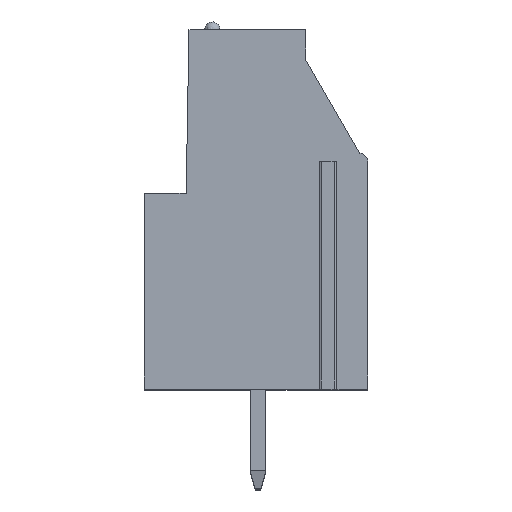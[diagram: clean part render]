
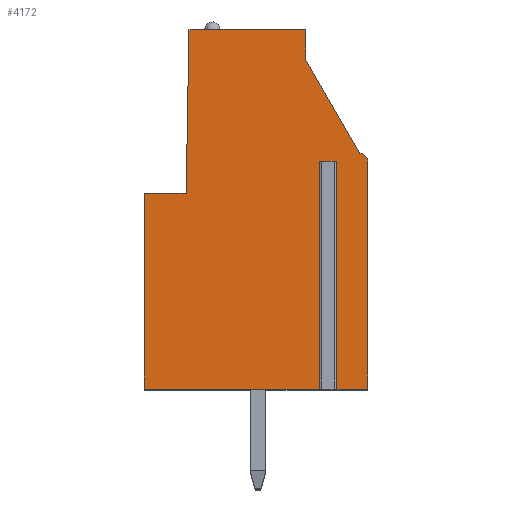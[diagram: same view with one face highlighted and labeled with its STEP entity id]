
A CAD part, top view. The second image highlights one B-rep face of the part: STEP entity #4172.
In plain terms, the highlighted planar face has unit normal (0, 0, 1).
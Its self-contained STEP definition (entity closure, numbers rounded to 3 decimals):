
#546=DIRECTION('',(1.,0.,0.));
#547=VECTOR('',#546,0.5);
#548=CARTESIAN_POINT('',(3.347,2.4,2.54));
#549=LINE('',#548,#547);
#550=DIRECTION('',(0.,1.,0.));
#551=VECTOR('',#550,11.4);
#552=CARTESIAN_POINT('',(3.347,-9.,2.54));
#553=LINE('',#552,#551);
#554=DIRECTION('',(1.,0.,0.));
#555=VECTOR('',#554,8.95);
#556=CARTESIAN_POINT('',(-5.603,-9.,2.54));
#557=LINE('',#556,#555);
#558=DIRECTION('',(0.,-1.,0.));
#559=VECTOR('',#558,9.8);
#560=CARTESIAN_POINT('',(-5.603,0.8,2.54));
#561=LINE('',#560,#559);
#562=DIRECTION('',(-1.,0.,0.));
#563=VECTOR('',#562,2.1);
#564=CARTESIAN_POINT('',(-3.503,0.8,2.54));
#565=LINE('',#564,#563);
#566=DIRECTION('',(-0.017,-1.,0.));
#567=VECTOR('',#566,8.201);
#568=CARTESIAN_POINT('',(-3.36,9.,2.54));
#569=LINE('',#568,#567);
#570=DIRECTION('',(-1.,0.,0.));
#571=VECTOR('',#570,5.86);
#572=CARTESIAN_POINT('',(2.5,9.,2.54));
#573=LINE('',#572,#571);
#574=DIRECTION('',(0.,1.,0.));
#575=VECTOR('',#574,1.523);
#576=CARTESIAN_POINT('',(2.5,7.477,2.54));
#577=LINE('',#576,#575);
#578=DIRECTION('',(-0.5,0.866,0.));
#579=VECTOR('',#578,5.394);
#580=CARTESIAN_POINT('',(5.197,2.805,2.54));
#581=LINE('',#580,#579);
#582=CARTESIAN_POINT('',(5.197,2.405,2.54));
#583=DIRECTION('',(0.,0.,1.));
#584=DIRECTION('',(1.,0.,0.));
#585=AXIS2_PLACEMENT_3D('',#582,#583,#584);
#587=DIRECTION('',(0.,1.,0.));
#588=VECTOR('',#587,11.405);
#589=CARTESIAN_POINT('',(5.597,-9.,2.54));
#590=LINE('',#589,#588);
#591=DIRECTION('',(1.,0.,0.));
#592=VECTOR('',#591,1.75);
#593=CARTESIAN_POINT('',(3.847,-9.,2.54));
#594=LINE('',#593,#592);
#595=DIRECTION('',(0.,1.,0.));
#596=VECTOR('',#595,11.4);
#597=CARTESIAN_POINT('',(3.847,-9.,2.54));
#598=LINE('',#597,#596);
#2909=CARTESIAN_POINT('',(5.597,-9.,2.54));
#2910=CARTESIAN_POINT('',(5.597,2.405,2.54));
#2911=VERTEX_POINT('',#2909);
#2912=VERTEX_POINT('',#2910);
#2913=CARTESIAN_POINT('',(5.197,2.805,2.54));
#2914=VERTEX_POINT('',#2913);
#2915=CARTESIAN_POINT('',(2.5,7.477,2.54));
#2916=VERTEX_POINT('',#2915);
#2917=CARTESIAN_POINT('',(2.5,9.,2.54));
#2918=VERTEX_POINT('',#2917);
#2919=CARTESIAN_POINT('',(-3.36,9.,2.54));
#2920=VERTEX_POINT('',#2919);
#2921=CARTESIAN_POINT('',(-3.503,0.8,2.54));
#2922=VERTEX_POINT('',#2921);
#2923=CARTESIAN_POINT('',(-5.603,0.8,2.54));
#2924=VERTEX_POINT('',#2923);
#2925=CARTESIAN_POINT('',(-5.603,-9.,2.54));
#2926=VERTEX_POINT('',#2925);
#2963=CARTESIAN_POINT('',(3.347,2.4,2.54));
#2964=CARTESIAN_POINT('',(3.847,2.4,2.54));
#2965=VERTEX_POINT('',#2963);
#2966=VERTEX_POINT('',#2964);
#2967=CARTESIAN_POINT('',(3.347,-9.,2.54));
#2968=VERTEX_POINT('',#2967);
#2969=CARTESIAN_POINT('',(3.847,-9.,2.54));
#2970=VERTEX_POINT('',#2969);
#4149=CARTESIAN_POINT('',(0.,0.,2.54));
#4150=DIRECTION('',(0.,0.,1.));
#4151=DIRECTION('',(1.,0.,0.));
#4152=AXIS2_PLACEMENT_3D('',#4149,#4150,#4151);
#4153=PLANE('',#4152);
#4155=ORIENTED_EDGE('',*,*,#4154,.F.);
#4157=ORIENTED_EDGE('',*,*,#4156,.F.);
#4158=ORIENTED_EDGE('',*,*,#3725,.F.);
#4159=ORIENTED_EDGE('',*,*,#3910,.F.);
#4160=ORIENTED_EDGE('',*,*,#3924,.F.);
#4161=ORIENTED_EDGE('',*,*,#3938,.F.);
#4162=ORIENTED_EDGE('',*,*,#3952,.F.);
#4163=ORIENTED_EDGE('',*,*,#4032,.F.);
#4164=ORIENTED_EDGE('',*,*,#4046,.F.);
#4165=ORIENTED_EDGE('',*,*,#4060,.F.);
#4166=ORIENTED_EDGE('',*,*,#4073,.F.);
#4167=ORIENTED_EDGE('',*,*,#3737,.F.);
#4169=ORIENTED_EDGE('',*,*,#4168,.T.);
#4170=EDGE_LOOP('',(#4155,#4157,#4158,#4159,#4160,#4161,#4162,#4163,#4164,#4165,
#4166,#4167,#4169));
#4171=FACE_OUTER_BOUND('',#4170,.F.);
#586=CIRCLE('',#585,0.4);
#3725=EDGE_CURVE('',#2926,#2968,#557,.T.);
#3737=EDGE_CURVE('',#2970,#2911,#594,.T.);
#3910=EDGE_CURVE('',#2924,#2926,#561,.T.);
#3924=EDGE_CURVE('',#2922,#2924,#565,.T.);
#3938=EDGE_CURVE('',#2920,#2922,#569,.T.);
#3952=EDGE_CURVE('',#2918,#2920,#573,.T.);
#4032=EDGE_CURVE('',#2916,#2918,#577,.T.);
#4046=EDGE_CURVE('',#2914,#2916,#581,.T.);
#4060=EDGE_CURVE('',#2912,#2914,#586,.T.);
#4073=EDGE_CURVE('',#2911,#2912,#590,.T.);
#4154=EDGE_CURVE('',#2965,#2966,#549,.T.);
#4156=EDGE_CURVE('',#2968,#2965,#553,.T.);
#4168=EDGE_CURVE('',#2970,#2966,#598,.T.);
#4172=ADVANCED_FACE('',(#4171),#4153,.T.);
